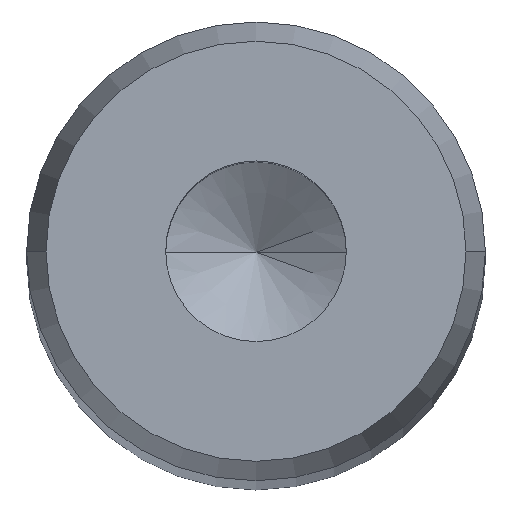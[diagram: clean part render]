
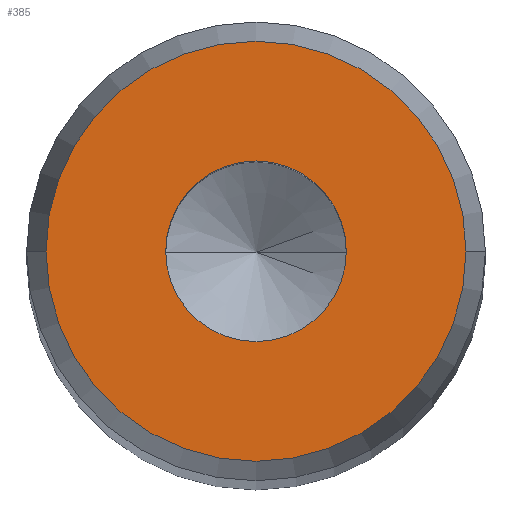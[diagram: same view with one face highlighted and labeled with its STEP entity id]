
A CAD part, top view. The second image highlights one B-rep face of the part: STEP entity #385.
In plain terms, the highlighted planar face has unit normal (0, 0, 1).
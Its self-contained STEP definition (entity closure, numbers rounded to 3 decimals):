
#18 = VERTEX_POINT ( 'NONE', #187 ) ;
#38 = EDGE_CURVE ( 'NONE', #451, #135, #320, .T. ) ;
#54 = ORIENTED_EDGE ( 'NONE', *, *, #286, .F. ) ;
#63 = DIRECTION ( 'NONE',  ( 0., 0., 1. ) ) ;
#82 = AXIS2_PLACEMENT_3D ( 'NONE', #501, #377, #336 ) ;
#90 = FACE_OUTER_BOUND ( 'NONE', #209, .T. ) ;
#107 = AXIS2_PLACEMENT_3D ( 'NONE', #257, #449, #441 ) ;
#112 = CARTESIAN_POINT ( 'NONE',  ( 0., 0., 150. ) ) ;
#125 = ORIENTED_EDGE ( 'NONE', *, *, #38, .F. ) ;
#135 = VERTEX_POINT ( 'NONE', #229 ) ;
#177 = EDGE_LOOP ( 'NONE', ( #54, #125 ) ) ;
#187 = CARTESIAN_POINT ( 'NONE',  ( -5.814, 0., 150. ) ) ;
#190 = DIRECTION ( 'NONE',  ( 0., 0., 1. ) ) ;
#199 = EDGE_CURVE ( 'NONE', #279, #18, #220, .T. ) ;
#200 = AXIS2_PLACEMENT_3D ( 'NONE', #112, #63, #380 ) ;
#209 = EDGE_LOOP ( 'NONE', ( #438, #487 ) ) ;
#212 = AXIS2_PLACEMENT_3D ( 'NONE', #421, #190, #389 ) ;
#220 = CIRCLE ( 'NONE', #212, 5.814 ) ;
#229 = CARTESIAN_POINT ( 'NONE',  ( 2.5, 0., 150. ) ) ;
#257 = CARTESIAN_POINT ( 'NONE',  ( 0., 0., 150. ) ) ;
#279 = VERTEX_POINT ( 'NONE', #354 ) ;
#286 = EDGE_CURVE ( 'NONE', #135, #451, #481, .T. ) ;
#290 = PLANE ( 'NONE',  #107 ) ;
#310 = AXIS2_PLACEMENT_3D ( 'NONE', #313, #347, #432 ) ;
#313 = CARTESIAN_POINT ( 'NONE',  ( 0., 0., 150. ) ) ;
#320 = CIRCLE ( 'NONE', #82, 2.5 ) ;
#336 = DIRECTION ( 'NONE',  ( 1., 0., 0. ) ) ;
#347 = DIRECTION ( 'NONE',  ( 0., 0., 1. ) ) ;
#354 = CARTESIAN_POINT ( 'NONE',  ( 5.814, 0., 150. ) ) ;
#377 = DIRECTION ( 'NONE',  ( 0., 0., 1. ) ) ;
#380 = DIRECTION ( 'NONE',  ( 1., 0., 0. ) ) ;
#385 = ADVANCED_FACE ( 'NONE', ( #404, #90 ), #290, .T. ) ;
#389 = DIRECTION ( 'NONE',  ( 1., 0., 0. ) ) ;
#404 = FACE_BOUND ( 'NONE', #177, .T. ) ;
#407 = CARTESIAN_POINT ( 'NONE',  ( -2.5, 0., 150. ) ) ;
#421 = CARTESIAN_POINT ( 'NONE',  ( 0., 0., 150. ) ) ;
#432 = DIRECTION ( 'NONE',  ( 1., 0., 0. ) ) ;
#438 = ORIENTED_EDGE ( 'NONE', *, *, #495, .T. ) ;
#441 = DIRECTION ( 'NONE',  ( 1., 0., 0. ) ) ;
#449 = DIRECTION ( 'NONE',  ( 0., 0., 1. ) ) ;
#451 = VERTEX_POINT ( 'NONE', #407 ) ;
#474 = CIRCLE ( 'NONE', #200, 5.814 ) ;
#481 = CIRCLE ( 'NONE', #310, 2.5 ) ;
#487 = ORIENTED_EDGE ( 'NONE', *, *, #199, .T. ) ;
#495 = EDGE_CURVE ( 'NONE', #18, #279, #474, .T. ) ;
#501 = CARTESIAN_POINT ( 'NONE',  ( 0., 0., 150. ) ) ;
